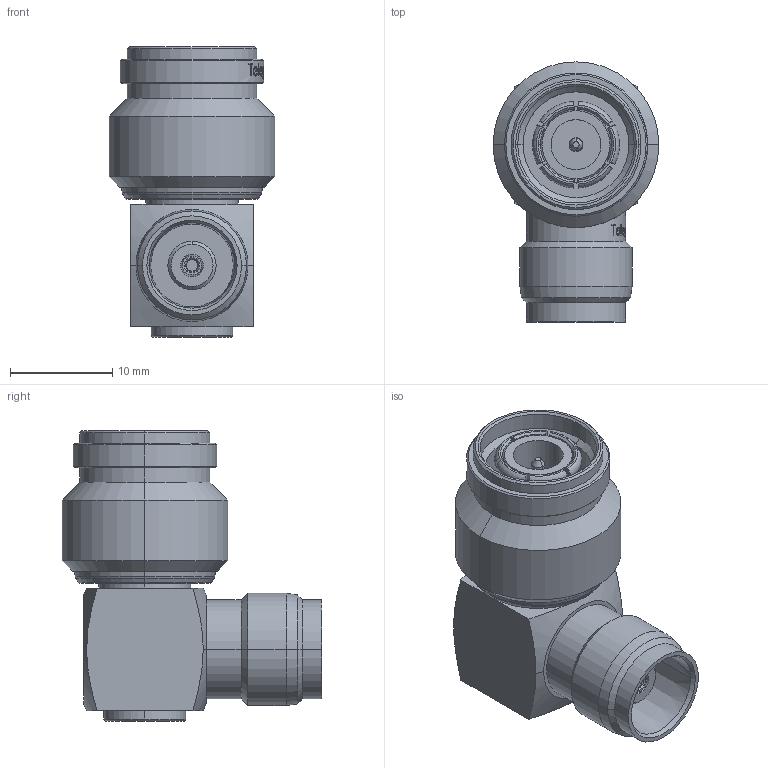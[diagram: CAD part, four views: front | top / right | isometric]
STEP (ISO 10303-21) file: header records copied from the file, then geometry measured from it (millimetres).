
FILE_DESCRIPTION (( 'STEP AP214' ), '1' );
FILE_NAME ('J01014A0001.STEP', '2018-02-07T13:59:22', ( '' ), ( '' ), 'SwSTEP 2.0', 'SolidWorks 2017', '' );
FILE_SCHEMA (( 'AUTOMOTIVE_DESIGN' ));
Length unit declared in the file: millimetre
Products named in the file (1): J01014A0001
Bounding box: 16.2 x 25.4 x 28.35 mm (x, y, z)
Volume: 4392.9 mm3; surface area: 3320.6 mm2
Topology: 1 solids, 3 shells, 529 faces, 1342 edges, 871 vertices
Faces by surface type: plane 181, bspline 166, cylinder 111, cone 55, torus 16
Entity records: 31937 total; most frequent: CARTESIAN_POINT 14944, ORIENTED_EDGE 2684, DIRECTION 1749, EDGE_CURVE 1342, VERTEX_POINT 871, AXIS2_PLACEMENT_3D 666, B_SPLINE_CURVE_WITH_KNOTS 596, EDGE_LOOP 581
